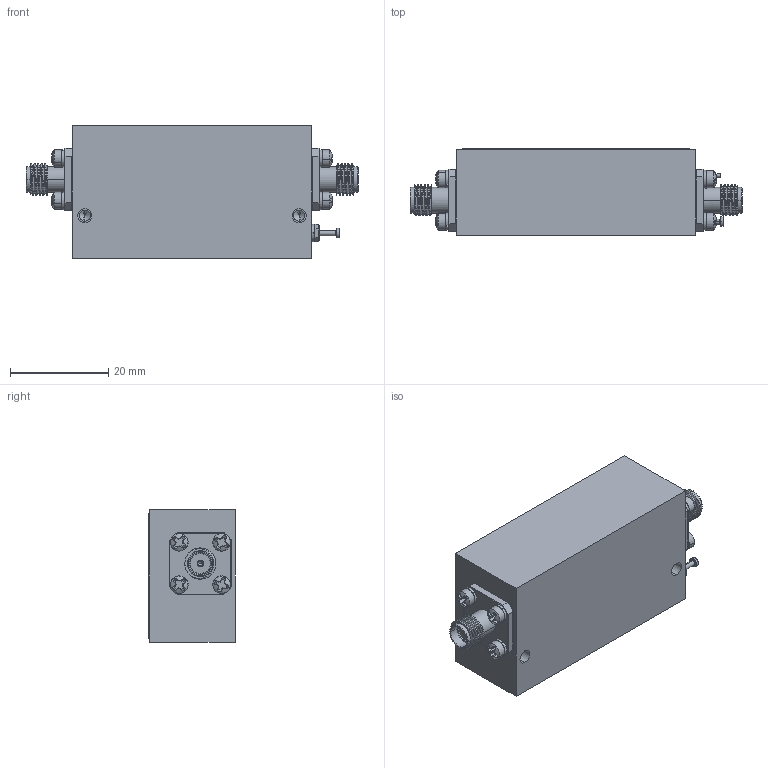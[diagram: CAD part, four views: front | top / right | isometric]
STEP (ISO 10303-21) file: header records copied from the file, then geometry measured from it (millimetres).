
FILE_DESCRIPTION (( 'STEP AP214' ), '1' );
FILE_NAME ('PLNA-80M400M-26DB-4DB-15DBM-SFF-YK.STEP', '2025-07-14T13:58:39', ( '' ), ( '' ), 'SwSTEP 2.0', 'SolidWorks 2024', '' );
FILE_SCHEMA (( 'AUTOMOTIVE_DESIGN' ));
Length unit declared in the file: millimetre
Products named in the file (1): PLNA-80M400M-26DB-4DB-15DBM-SFF-YK
Bounding box: 67.67 x 17.65 x 26.92 mm (x, y, z)
Volume: 24037.6 mm3; surface area: 10268.5 mm2
Topology: 32 solids, 32 shells, 1029 faces, 3758 edges, 3017 vertices
Faces by surface type: plane 495, cylinder 245, torus 119, cone 95, sphere 59, bspline 16
Entity records: 55802 total; most frequent: CARTESIAN_POINT 18116, ORIENTED_EDGE 7432, DIRECTION 5832, EDGE_CURVE 3716, VERTEX_POINT 3017, AXIS2_PLACEMENT_3D 1990, VECTOR 1852, LINE 1852
